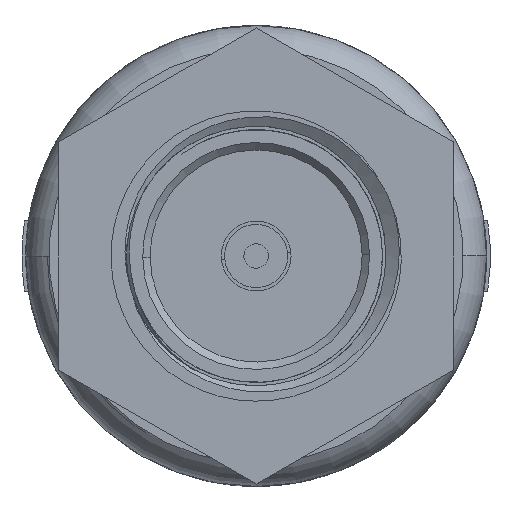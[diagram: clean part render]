
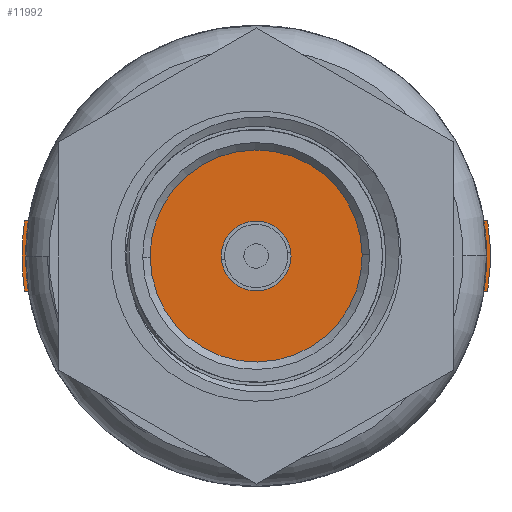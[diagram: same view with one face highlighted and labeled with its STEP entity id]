
A CAD part, front view. The second image highlights one B-rep face of the part: STEP entity #11992.
In plain terms, the highlighted face is planar.
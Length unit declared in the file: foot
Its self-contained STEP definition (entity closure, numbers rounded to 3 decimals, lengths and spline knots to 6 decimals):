
#244 = VERTEX_POINT ( 'NONE', #7704 ) ;
#368 = CIRCLE ( 'NONE', #3018, 0.027792 ) ;
#636 = CARTESIAN_POINT ( 'NONE',  ( 0.024439, -0.004167, -0.002583 ) ) ;
#790 = CARTESIAN_POINT ( 'NONE',  ( -0.027478, -0.004167, -0.002583 ) ) ;
#885 = CARTESIAN_POINT ( 'NONE',  ( -0.027478, 0.004167, -0.002583 ) ) ;
#975 = VERTEX_POINT ( 'NONE', #11021 ) ;
#1461 = VERTEX_POINT ( 'NONE', #790 ) ;
#1559 = DIRECTION ( 'NONE',  ( 0., 0., 1. ) ) ;
#1900 = CIRCLE ( 'NONE', #6850, 0.027792 ) ;
#1922 = LINE ( 'NONE', #3118, #8532 ) ;
#2197 = VECTOR ( 'NONE', #5454, 3.28084 ) ;
#2604 = CIRCLE ( 'NONE', #10175, 0.004146 ) ;
#2785 = VERTEX_POINT ( 'NONE', #6387 ) ;
#2943 = AXIS2_PLACEMENT_3D ( 'NONE', #8959, #1559, #10186 ) ;
#3018 = AXIS2_PLACEMENT_3D ( 'NONE', #14291, #6903, #15530 ) ;
#3085 = CIRCLE ( 'NONE', #2943, 0.004146 ) ;
#3114 = CARTESIAN_POINT ( 'NONE',  ( 0., 0., -0.002583 ) ) ;
#3118 = CARTESIAN_POINT ( 'NONE',  ( 0.024439, 0.004167, -0.002583 ) ) ;
#3315 = ORIENTED_EDGE ( 'NONE', *, *, #11348, .F. ) ;
#3770 = PLANE ( 'NONE',  #6453 ) ;
#3846 = EDGE_CURVE ( 'NONE', #4136, #244, #3085, .T. ) ;
#4022 = EDGE_CURVE ( 'NONE', #2785, #5323, #1922, .T. ) ;
#4136 = VERTEX_POINT ( 'NONE', #4624 ) ;
#4225 = ORIENTED_EDGE ( 'NONE', *, *, #12109, .T. ) ;
#4340 = CARTESIAN_POINT ( 'NONE',  ( 0., 0., -0.002583 ) ) ;
#4348 = DIRECTION ( 'NONE',  ( 1., 0., 0. ) ) ;
#4503 = DIRECTION ( 'NONE',  ( 0., 0., 1. ) ) ;
#4624 = CARTESIAN_POINT ( 'NONE',  ( -0.004146, 0., -0.002583 ) ) ;
#4719 = VERTEX_POINT ( 'NONE', #7350 ) ;
#4904 = VERTEX_POINT ( 'NONE', #5302 ) ;
#4991 = DIRECTION ( 'NONE',  ( 1., 0., 0. ) ) ;
#5099 = CARTESIAN_POINT ( 'NONE',  ( -0.024439, -0.004167, -0.002583 ) ) ;
#5302 = CARTESIAN_POINT ( 'NONE',  ( 0.027792, 0., -0.002583 ) ) ;
#5323 = VERTEX_POINT ( 'NONE', #13860 ) ;
#5409 = EDGE_LOOP ( 'NONE', ( #14539, #14481, #6469, #10634, #3315, #10519, #14529, #8124, #4225 ) ) ;
#5454 = DIRECTION ( 'NONE',  ( 1., 0., 0. ) ) ;
#5551 = FACE_BOUND ( 'NONE', #13077, .T. ) ;
#5578 = DIRECTION ( 'NONE',  ( 1., 0., 0. ) ) ;
#5708 = AXIS2_PLACEMENT_3D ( 'NONE', #4340, #12983, #5578 ) ;
#6268 = CARTESIAN_POINT ( 'NONE',  ( 0., 0., -0.002583 ) ) ;
#6387 = CARTESIAN_POINT ( 'NONE',  ( 0.024439, 0.004167, -0.002583 ) ) ;
#6453 = AXIS2_PLACEMENT_3D ( 'NONE', #14827, #12393, #4991 ) ;
#6469 = ORIENTED_EDGE ( 'NONE', *, *, #6950, .F. ) ;
#6703 = CARTESIAN_POINT ( 'NONE',  ( 0.027478, -0.004167, -0.002583 ) ) ;
#6850 = AXIS2_PLACEMENT_3D ( 'NONE', #6268, #14883, #7510 ) ;
#6852 = DIRECTION ( 'NONE',  ( 1., 0., 0. ) ) ;
#6903 = DIRECTION ( 'NONE',  ( 0., 0., 1. ) ) ;
#6949 = DIRECTION ( 'NONE',  ( 0., 0., 1. ) ) ;
#6950 = EDGE_CURVE ( 'NONE', #2785, #8592, #13070, .T. ) ;
#6967 = VERTEX_POINT ( 'NONE', #636 ) ;
#7036 = EDGE_CURVE ( 'NONE', #4719, #6967, #8268, .T. ) ;
#7350 = CARTESIAN_POINT ( 'NONE',  ( -0.024439, -0.004167, -0.002583 ) ) ;
#7510 = DIRECTION ( 'NONE',  ( 1., 0., 0. ) ) ;
#7698 = LINE ( 'NONE', #5099, #13856 ) ;
#7704 = CARTESIAN_POINT ( 'NONE',  ( 0.004146, 0., -0.002583 ) ) ;
#7755 = ORIENTED_EDGE ( 'NONE', *, *, #14036, .T. ) ;
#7927 = LINE ( 'NONE', #6703, #13131 ) ;
#8026 = EDGE_CURVE ( 'NONE', #8209, #8592, #8759, .T. ) ;
#8124 = ORIENTED_EDGE ( 'NONE', *, *, #7036, .F. ) ;
#8209 = VERTEX_POINT ( 'NONE', #885 ) ;
#8268 = CIRCLE ( 'NONE', #16013, 0.024792 ) ;
#8532 = VECTOR ( 'NONE', #6852, 3.28084 ) ;
#8592 = VERTEX_POINT ( 'NONE', #11067 ) ;
#8759 = LINE ( 'NONE', #11512, #2197 ) ;
#8959 = CARTESIAN_POINT ( 'NONE',  ( 0., 0., -0.002583 ) ) ;
#9043 = CIRCLE ( 'NONE', #5708, 0.027792 ) ;
#9395 = AXIS2_PLACEMENT_3D ( 'NONE', #3114, #11744, #4348 ) ;
#10175 = AXIS2_PLACEMENT_3D ( 'NONE', #11898, #4503, #13124 ) ;
#10186 = DIRECTION ( 'NONE',  ( 1., 0., 0. ) ) ;
#10208 = EDGE_CURVE ( 'NONE', #975, #6967, #7927, .T. ) ;
#10519 = ORIENTED_EDGE ( 'NONE', *, *, #10996, .F. ) ;
#10634 = ORIENTED_EDGE ( 'NONE', *, *, #4022, .T. ) ;
#10996 = EDGE_CURVE ( 'NONE', #975, #4904, #368, .T. ) ;
#11021 = CARTESIAN_POINT ( 'NONE',  ( 0.027478, -0.004167, -0.002583 ) ) ;
#11067 = CARTESIAN_POINT ( 'NONE',  ( -0.024439, 0.004167, -0.002583 ) ) ;
#11089 = ORIENTED_EDGE ( 'NONE', *, *, #3846, .T. ) ;
#11348 = EDGE_CURVE ( 'NONE', #4904, #5323, #1900, .T. ) ;
#11351 = FACE_OUTER_BOUND ( 'NONE', #5409, .T. ) ;
#11512 = CARTESIAN_POINT ( 'NONE',  ( -0.027478, 0.004167, -0.002583 ) ) ;
#11673 = EDGE_CURVE ( 'NONE', #8209, #1461, #9043, .T. ) ;
#11744 = DIRECTION ( 'NONE',  ( 0., 0., 1. ) ) ;
#11898 = CARTESIAN_POINT ( 'NONE',  ( 0., 0., -0.002583 ) ) ;
#11992 = ADVANCED_FACE ( 'NONE', ( #5551, #11351 ), #3770, .F. ) ;
#12109 = EDGE_CURVE ( 'NONE', #4719, #1461, #7698, .T. ) ;
#12393 = DIRECTION ( 'NONE',  ( 0., 0., 1. ) ) ;
#12983 = DIRECTION ( 'NONE',  ( 0., 0., 1. ) ) ;
#13070 = CIRCLE ( 'NONE', #9395, 0.024792 ) ;
#13077 = EDGE_LOOP ( 'NONE', ( #7755, #11089 ) ) ;
#13124 = DIRECTION ( 'NONE',  ( 1., 0., 0. ) ) ;
#13131 = VECTOR ( 'NONE', #14095, 3.28084 ) ;
#13856 = VECTOR ( 'NONE', #14965, 3.28084 ) ;
#13860 = CARTESIAN_POINT ( 'NONE',  ( 0.027478, 0.004167, -0.002583 ) ) ;
#14036 = EDGE_CURVE ( 'NONE', #244, #4136, #2604, .T. ) ;
#14095 = DIRECTION ( 'NONE',  ( -1., 0., 0. ) ) ;
#14291 = CARTESIAN_POINT ( 'NONE',  ( 0., 0., -0.002583 ) ) ;
#14345 = CARTESIAN_POINT ( 'NONE',  ( 0., 0., -0.002583 ) ) ;
#14481 = ORIENTED_EDGE ( 'NONE', *, *, #8026, .T. ) ;
#14529 = ORIENTED_EDGE ( 'NONE', *, *, #10208, .T. ) ;
#14539 = ORIENTED_EDGE ( 'NONE', *, *, #11673, .F. ) ;
#14827 = CARTESIAN_POINT ( 'NONE',  ( 0., 0., -0.002583 ) ) ;
#14883 = DIRECTION ( 'NONE',  ( 0., 0., 1. ) ) ;
#14965 = DIRECTION ( 'NONE',  ( -1., 0., 0. ) ) ;
#15530 = DIRECTION ( 'NONE',  ( 1., 0., 0. ) ) ;
#15564 = DIRECTION ( 'NONE',  ( 1., 0., 0. ) ) ;
#16013 = AXIS2_PLACEMENT_3D ( 'NONE', #14345, #6949, #15564 ) ;
